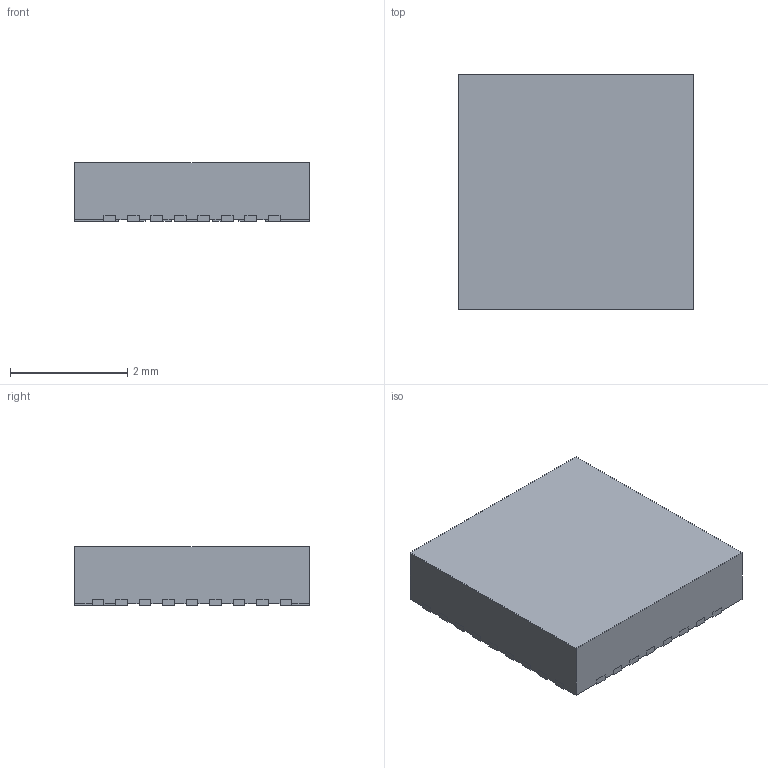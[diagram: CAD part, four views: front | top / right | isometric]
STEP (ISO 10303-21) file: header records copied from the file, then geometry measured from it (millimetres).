
FILE_DESCRIPTION((''),'2;1');
FILE_NAME('RQM0029A_ASM','2019-10-30T08:11:18',('a0412086'),(''),'CREO PARAMETRIC BY PTC INC, 2018020','CREO PARAMETRIC BY PTC INC, 2018020','');
FILE_SCHEMA(('AUTOMOTIVE_DESIGN { 1 0 10303 214 1 1 1 1 }'));
Length unit declared in the file: millimetre
Products named in the file (3): FRAME; MOLD; RQM0029A_ASM
Assembly tree (2 placements, depth 2):
  RQM0029A_ASM
    FRAME
    MOLD
Bounding box: 4 x 4 x 1 mm (x, y, z)
Volume: 15.7 mm3; surface area: 60.3 mm2
Topology: 30 solids, 30 shells, 754 faces, 2082 edges, 1388 vertices
Faces by surface type: plane 754
Entity records: 30326 total; most frequent: CARTESIAN_POINT 4236, ORIENTED_EDGE 4164, DIRECTION 3600, PRESENTATION_STYLE_ASSIGNMENT 2145, STYLED_ITEM 2112, VECTOR 2082, LINE 2082, CURVE_STYLE 2082
